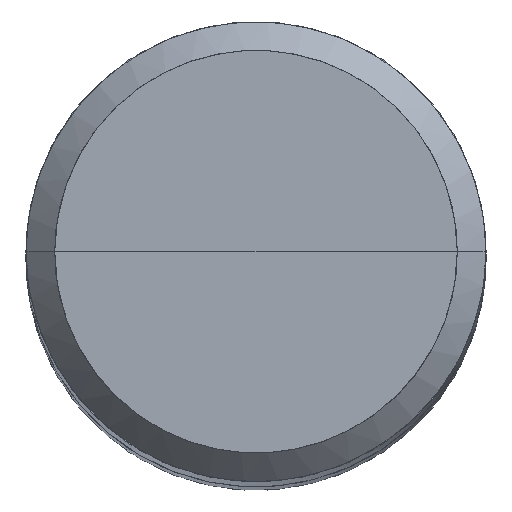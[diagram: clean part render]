
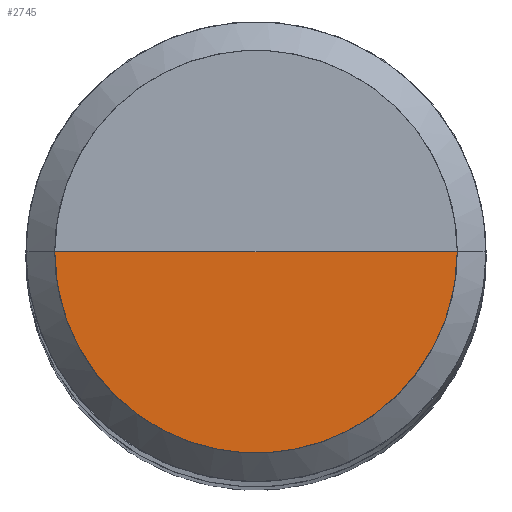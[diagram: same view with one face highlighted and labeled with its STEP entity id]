
A CAD part, top view. The second image highlights one B-rep face of the part: STEP entity #2745.
In plain terms, the highlighted free-form (B-spline) face has degree [1, 2] with [2, 5] control points.
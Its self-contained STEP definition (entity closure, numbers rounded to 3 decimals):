
#2390=CARTESIAN_POINT('',(3.5,0.0,47.0));
#2394=CARTESIAN_POINT('',(-3.5,0.0,47.0));
#2395=CARTESIAN_POINT('',(0.0,0.0,47.0));
#2402=CARTESIAN_POINT('',(-3.5,-3.5,47.0));
#2403=CARTESIAN_POINT('',(0.0,-3.5,47.0));
#2404=CARTESIAN_POINT('',(3.5,-3.5,47.0));
#2730=(
BOUNDED_SURFACE()
B_SPLINE_SURFACE(1,2,(
(#2394,#2402,#2403,#2404,#2390),
(#2395,#2395,#2395,#2395,#2395)
), .UNSPECIFIED.,.F.,.F.,.F.)
B_SPLINE_SURFACE_WITH_KNOTS((2,2),(3,2,3),(
0.0,1.0),(
0.0,0.5,1.0), .UNSPECIFIED.)
GEOMETRIC_REPRESENTATION_ITEM()
RATIONAL_B_SPLINE_SURFACE(((1.0,0.707,1.0,0.707,1.0),
(1.0,0.707,1.0,0.707,1.0)
))
REPRESENTATION_ITEM('')
SURFACE()
);
#2731=(
BOUNDED_CURVE()
B_SPLINE_CURVE(2,(#2390,#2404,#2403,#2402,#2394),.UNSPECIFIED.,.F.,.F.)
B_SPLINE_CURVE_WITH_KNOTS((3,2,3),
(0.0,0.5,1.0),.UNSPECIFIED.)
CURVE()
GEOMETRIC_REPRESENTATION_ITEM()
RATIONAL_B_SPLINE_CURVE((1.0,0.707,1.0,0.707,1.0))
REPRESENTATION_ITEM('')
);
#2732=(
BOUNDED_CURVE()
B_SPLINE_CURVE(1,(#2394,#2395),.UNSPECIFIED.,.F.,.F.)
B_SPLINE_CURVE_WITH_KNOTS((2,2),
(0.0,1.0),.UNSPECIFIED.)
CURVE()
GEOMETRIC_REPRESENTATION_ITEM()
RATIONAL_B_SPLINE_CURVE((1.0,1.0))
REPRESENTATION_ITEM('')
);
#2733=(
BOUNDED_CURVE()
B_SPLINE_CURVE(1,(#2395,#2390),.UNSPECIFIED.,.F.,.F.)
B_SPLINE_CURVE_WITH_KNOTS((2,2),
(0.0,1.0),.UNSPECIFIED.)
CURVE()
GEOMETRIC_REPRESENTATION_ITEM()
RATIONAL_B_SPLINE_CURVE((1.0,1.0))
REPRESENTATION_ITEM('')
);
#2734=VERTEX_POINT('',#2390);
#2735=VERTEX_POINT('',#2394);
#2736=VERTEX_POINT('',#2395);
#2737=EDGE_CURVE('',#2734,#2735,#2731,.T.);
#2738=EDGE_CURVE('',#2735,#2736,#2732,.T.);
#2739=EDGE_CURVE('',#2736,#2734,#2733,.T.);
#2740=ORIENTED_EDGE('',*,*,#2737,.T.);
#2741=ORIENTED_EDGE('',*,*,#2738,.T.);
#2742=ORIENTED_EDGE('',*,*,#2739,.T.);
#2743=EDGE_LOOP('',(#2740,#2741,#2742));
#2744=FACE_OUTER_BOUND('',#2743,.T.);
#2745=ADVANCED_FACE('',(#2744),#2730,.T.);
